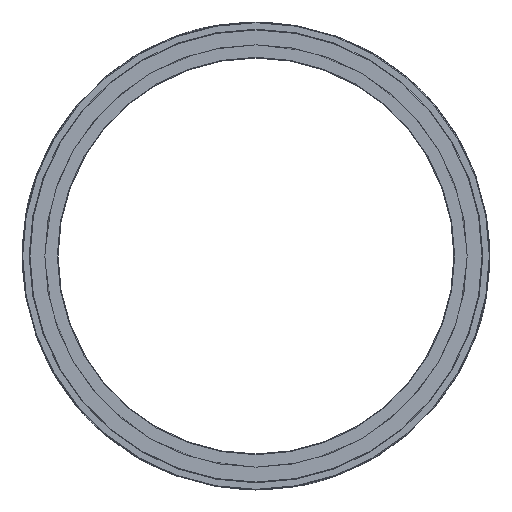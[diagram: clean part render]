
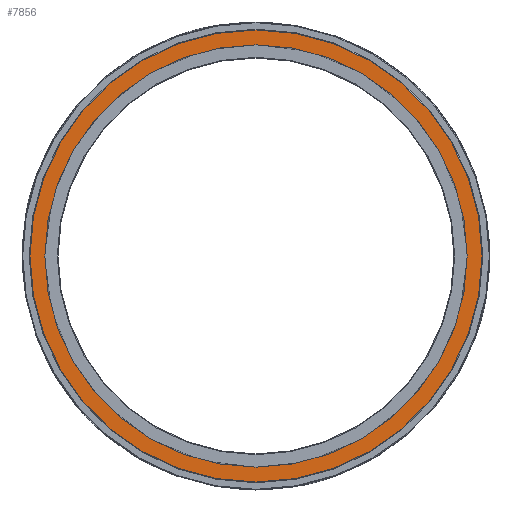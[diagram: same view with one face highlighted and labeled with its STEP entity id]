
A CAD part, front view. The second image highlights one B-rep face of the part: STEP entity #7856.
In plain terms, the highlighted planar face has unit normal (0, -1, 0).
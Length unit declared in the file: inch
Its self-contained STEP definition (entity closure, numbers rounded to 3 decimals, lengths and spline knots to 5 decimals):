
#307 = CARTESIAN_POINT ( 'NONE',  ( 0., -2.26994, 3. ) ) ;
#499 = DIRECTION ( 'NONE',  ( 0., 0., 1. ) ) ;
#1066 = VERTEX_POINT ( 'NONE', #5292 ) ;
#1276 = DIRECTION ( 'NONE',  ( 0., 1., 0. ) ) ;
#1690 = ORIENTED_EDGE ( 'NONE', *, *, #7020, .T. ) ;
#1845 = CIRCLE ( 'NONE', #5408, 3.21156 ) ;
#2201 = CARTESIAN_POINT ( 'NONE',  ( 0., -2.26994, 0. ) ) ;
#2202 = CARTESIAN_POINT ( 'NONE',  ( 0., -2.26994, -3.21156 ) ) ;
#2671 = CARTESIAN_POINT ( 'NONE',  ( 0., -2.26994, 3.21156 ) ) ;
#2844 = AXIS2_PLACEMENT_3D ( 'NONE', #3328, #3961, #6638 ) ;
#3150 = EDGE_LOOP ( 'NONE', ( #7343, #1690 ) ) ;
#3328 = CARTESIAN_POINT ( 'NONE',  ( 0., -2.26994, 0. ) ) ;
#3573 = EDGE_CURVE ( 'NONE', #5756, #1066, #5902, .T. ) ;
#3740 = CARTESIAN_POINT ( 'NONE',  ( 0., -2.26994, 0. ) ) ;
#3767 = DIRECTION ( 'NONE',  ( 0., 0., 1. ) ) ;
#3810 = CARTESIAN_POINT ( 'NONE',  ( 0., -2.26994, 0. ) ) ;
#3961 = DIRECTION ( 'NONE',  ( 0., 1., 0. ) ) ;
#3986 = AXIS2_PLACEMENT_3D ( 'NONE', #3810, #5810, #7844 ) ;
#4249 = DIRECTION ( 'NONE',  ( 0., -1., 0. ) ) ;
#4561 = CIRCLE ( 'NONE', #5285, 3.21156 ) ;
#5046 = VERTEX_POINT ( 'NONE', #2202 ) ;
#5092 = DIRECTION ( 'NONE',  ( 0., -1., 0. ) ) ;
#5285 = AXIS2_PLACEMENT_3D ( 'NONE', #7800, #5092, #499 ) ;
#5292 = CARTESIAN_POINT ( 'NONE',  ( 0., -2.26994, -3. ) ) ;
#5408 = AXIS2_PLACEMENT_3D ( 'NONE', #2201, #4249, #6865 ) ;
#5619 = CIRCLE ( 'NONE', #7717, 3. ) ;
#5682 = EDGE_CURVE ( 'NONE', #1066, #5756, #5619, .T. ) ;
#5756 = VERTEX_POINT ( 'NONE', #307 ) ;
#5809 = FACE_OUTER_BOUND ( 'NONE', #3150, .T. ) ;
#5810 = DIRECTION ( 'NONE',  ( 0., 1., 0. ) ) ;
#5902 = CIRCLE ( 'NONE', #3986, 3. ) ;
#6099 = ORIENTED_EDGE ( 'NONE', *, *, #3573, .T. ) ;
#6638 = DIRECTION ( 'NONE',  ( 0., 0., 1. ) ) ;
#6639 = FACE_BOUND ( 'NONE', #8514, .T. ) ;
#6865 = DIRECTION ( 'NONE',  ( 0., 0., 1. ) ) ;
#7020 = EDGE_CURVE ( 'NONE', #5046, #7327, #4561, .T. ) ;
#7314 = PLANE ( 'NONE',  #2844 ) ;
#7327 = VERTEX_POINT ( 'NONE', #2671 ) ;
#7343 = ORIENTED_EDGE ( 'NONE', *, *, #7406, .T. ) ;
#7406 = EDGE_CURVE ( 'NONE', #7327, #5046, #1845, .T. ) ;
#7717 = AXIS2_PLACEMENT_3D ( 'NONE', #3740, #1276, #3767 ) ;
#7800 = CARTESIAN_POINT ( 'NONE',  ( 0., -2.26994, 0. ) ) ;
#7844 = DIRECTION ( 'NONE',  ( 0., 0., 1. ) ) ;
#7856 = ADVANCED_FACE ( 'NONE', ( #5809, #6639 ), #7314, .F. ) ;
#7964 = ORIENTED_EDGE ( 'NONE', *, *, #5682, .T. ) ;
#8514 = EDGE_LOOP ( 'NONE', ( #6099, #7964 ) ) ;
